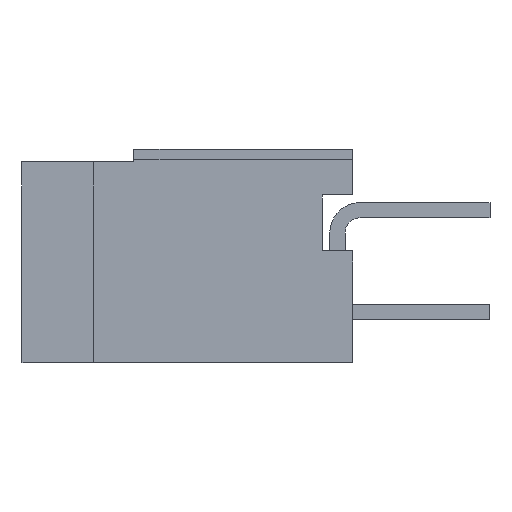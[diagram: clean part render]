
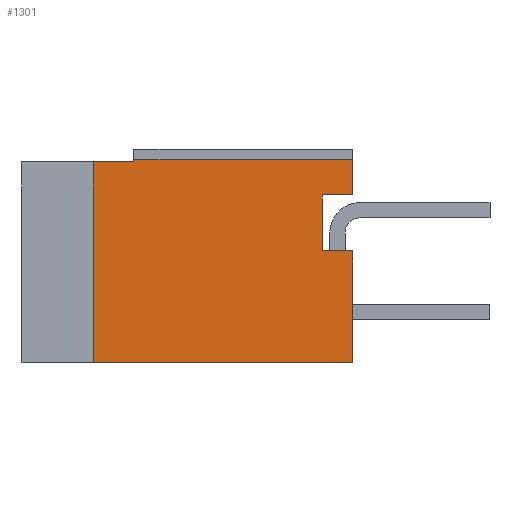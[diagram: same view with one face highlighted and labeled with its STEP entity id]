
A CAD part, left-side view. The second image highlights one B-rep face of the part: STEP entity #1301.
In plain terms, the highlighted planar face has unit normal (-1, 0, 0).
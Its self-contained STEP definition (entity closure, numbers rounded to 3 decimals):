
#5 = VERTEX_POINT ( 'NONE', #2039 ) ;
#13 = VERTEX_POINT ( 'NONE', #2024 ) ;
#15 = EDGE_CURVE ( 'NONE', #2771, #13, #2078, .T. ) ;
#75 = VERTEX_POINT ( 'NONE', #2183 ) ;
#76 = VERTEX_POINT ( 'NONE', #2182 ) ;
#79 = EDGE_CURVE ( 'NONE', #76, #75, #2181, .T. ) ;
#934 = CARTESIAN_POINT ( 'NONE',  ( -4., 4.3, -7.2 ) ) ;
#1092 = EDGE_CURVE ( 'NONE', #5, #76, #2276, .T. ) ;
#1102 = EDGE_CURVE ( 'NONE', #13, #1103, #2258, .T. ) ;
#1103 = VERTEX_POINT ( 'NONE', #2316 ) ;
#1113 = EDGE_CURVE ( 'NONE', #1103, #1114, #2300, .T. ) ;
#1114 = VERTEX_POINT ( 'NONE', #2296 ) ;
#1154 = VERTEX_POINT ( 'NONE', #2356 ) ;
#1156 = EDGE_CURVE ( 'NONE', #1154, #1157, #2420, .T. ) ;
#1157 = VERTEX_POINT ( 'NONE', #2416 ) ;
#1176 = EDGE_CURVE ( 'NONE', #1157, #2771, #2450, .T. ) ;
#1245 = EDGE_CURVE ( 'NONE', #1114, #5, #2550, .T. ) ;
#1250 = ORIENTED_EDGE ( 'NONE', *, *, #1251, .T. ) ;
#1251 = EDGE_CURVE ( 'NONE', #1154, #1272, #2542, .T. ) ;
#1252 = ORIENTED_EDGE ( 'NONE', *, *, #1271, .T. ) ;
#1271 = EDGE_CURVE ( 'NONE', #1272, #75, #2576, .T. ) ;
#1272 = VERTEX_POINT ( 'NONE', #2572 ) ;
#1280 = ORIENTED_EDGE ( 'NONE', *, *, #79, .F. ) ;
#1281 = ORIENTED_EDGE ( 'NONE', *, *, #1092, .F. ) ;
#1282 = ORIENTED_EDGE ( 'NONE', *, *, #1245, .F. ) ;
#1283 = ORIENTED_EDGE ( 'NONE', *, *, #1113, .F. ) ;
#1284 = ORIENTED_EDGE ( 'NONE', *, *, #1102, .F. ) ;
#1285 = ORIENTED_EDGE ( 'NONE', *, *, #15, .F. ) ;
#1286 = ORIENTED_EDGE ( 'NONE', *, *, #1176, .F. ) ;
#1287 = ORIENTED_EDGE ( 'NONE', *, *, #1156, .F. ) ;
#1301 = ADVANCED_FACE ( 'NONE', ( #2611 ), #2610, .F. ) ;
#1302 = EDGE_LOOP ( 'NONE', ( #1250, #1252, #1280, #1281, #1282, #1283, #1284, #1285, #1286, #1287 ) ) ;
#2024 = CARTESIAN_POINT ( 'NONE',  ( -4., 0., -7.2 ) ) ;
#2039 = CARTESIAN_POINT ( 'NONE',  ( -4., 0.6, -9. ) ) ;
#2075 = DIRECTION ( 'NONE',  ( 0., -1., 0. ) ) ;
#2076 = VECTOR ( 'NONE', #2075, 1000. ) ;
#2077 = CARTESIAN_POINT ( 'NONE',  ( -4., 0., -7.2 ) ) ;
#2078 = LINE ( 'NONE', #2077, #2076 ) ;
#2178 = DIRECTION ( 'NONE',  ( 0., 0., -1. ) ) ;
#2179 = VECTOR ( 'NONE', #2178, 1000. ) ;
#2180 = CARTESIAN_POINT ( 'NONE',  ( -4., 0., -7.2 ) ) ;
#2181 = LINE ( 'NONE', #2180, #2179 ) ;
#2182 = CARTESIAN_POINT ( 'NONE',  ( -4., 0., -9. ) ) ;
#2183 = CARTESIAN_POINT ( 'NONE',  ( -4., 0., -11.2 ) ) ;
#2256 = VECTOR ( 'NONE', #2317, 1000. ) ;
#2257 = CARTESIAN_POINT ( 'NONE',  ( -4., 0., -7.2 ) ) ;
#2258 = LINE ( 'NONE', #2257, #2256 ) ;
#2273 = DIRECTION ( 'NONE',  ( 0., -1., 0. ) ) ;
#2274 = VECTOR ( 'NONE', #2273, 1000. ) ;
#2275 = CARTESIAN_POINT ( 'NONE',  ( -4., 0., -9. ) ) ;
#2276 = LINE ( 'NONE', #2275, #2274 ) ;
#2296 = CARTESIAN_POINT ( 'NONE',  ( -4., 0.6, -7.9 ) ) ;
#2297 = DIRECTION ( 'NONE',  ( 0., 1., 0. ) ) ;
#2298 = VECTOR ( 'NONE', #2297, 1000. ) ;
#2299 = CARTESIAN_POINT ( 'NONE',  ( -4., 0.6, -7.9 ) ) ;
#2300 = LINE ( 'NONE', #2299, #2298 ) ;
#2316 = CARTESIAN_POINT ( 'NONE',  ( -4., 0., -7.9 ) ) ;
#2317 = DIRECTION ( 'NONE',  ( 0., 0., -1. ) ) ;
#2356 = CARTESIAN_POINT ( 'NONE',  ( -4., 5.1, -7.25 ) ) ;
#2416 = CARTESIAN_POINT ( 'NONE',  ( -4., 4.3, -7.25 ) ) ;
#2417 = DIRECTION ( 'NONE',  ( 0., -1., 0. ) ) ;
#2418 = VECTOR ( 'NONE', #2417, 1000. ) ;
#2419 = CARTESIAN_POINT ( 'NONE',  ( -4., 6.5, -7.25 ) ) ;
#2420 = LINE ( 'NONE', #2419, #2418 ) ;
#2447 = DIRECTION ( 'NONE',  ( 0., 0., 1. ) ) ;
#2448 = VECTOR ( 'NONE', #2447, 1000. ) ;
#2449 = CARTESIAN_POINT ( 'NONE',  ( -4., 4.3, -7.2 ) ) ;
#2450 = LINE ( 'NONE', #2449, #2448 ) ;
#2539 = DIRECTION ( 'NONE',  ( 0., 0., -1. ) ) ;
#2540 = VECTOR ( 'NONE', #2539, 1000. ) ;
#2541 = CARTESIAN_POINT ( 'NONE',  ( -4., 5.1, -7.2 ) ) ;
#2542 = LINE ( 'NONE', #2541, #2540 ) ;
#2547 = DIRECTION ( 'NONE',  ( 0., 0., -1. ) ) ;
#2548 = VECTOR ( 'NONE', #2547, 1000. ) ;
#2549 = CARTESIAN_POINT ( 'NONE',  ( -4., 0.6, -9. ) ) ;
#2550 = LINE ( 'NONE', #2549, #2548 ) ;
#2572 = CARTESIAN_POINT ( 'NONE',  ( -4., 5.1, -11.2 ) ) ;
#2573 = DIRECTION ( 'NONE',  ( 0., -1., 0. ) ) ;
#2574 = VECTOR ( 'NONE', #2573, 1000. ) ;
#2575 = CARTESIAN_POINT ( 'NONE',  ( -4., 0., -11.2 ) ) ;
#2576 = LINE ( 'NONE', #2575, #2574 ) ;
#2606 = DIRECTION ( 'NONE',  ( 0., 0., -1. ) ) ;
#2607 = DIRECTION ( 'NONE',  ( 1., 0., 0. ) ) ;
#2608 = CARTESIAN_POINT ( 'NONE',  ( -4., 0., -7.2 ) ) ;
#2609 = AXIS2_PLACEMENT_3D ( 'NONE', #2608, #2607, #2606 ) ;
#2610 = PLANE ( 'NONE',  #2609 ) ;
#2611 = FACE_OUTER_BOUND ( 'NONE', #1302, .T. ) ;
#2771 = VERTEX_POINT ( 'NONE', #934 ) ;
